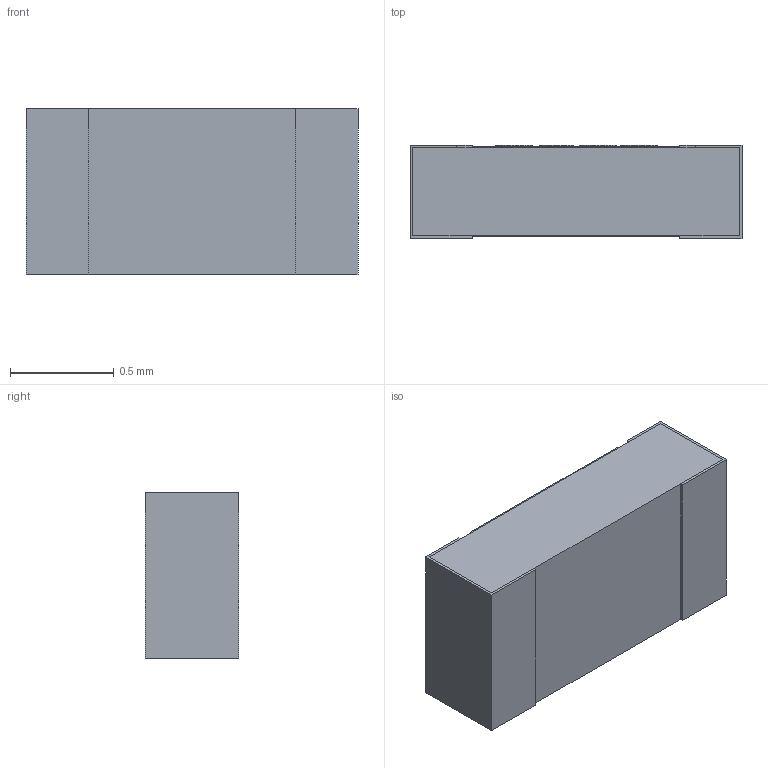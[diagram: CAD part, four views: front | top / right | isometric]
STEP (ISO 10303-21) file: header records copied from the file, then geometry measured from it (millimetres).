
FILE_DESCRIPTION (( 'STEP AP214' ), '1' );
FILE_NAME ('STD(0603) M(1608).STEP', '2018-03-28T18:27:59', ( '' ), ( '' ), 'SwSTEP 2.0', 'SolidWorks 2018', '' );
FILE_SCHEMA (( 'AUTOMOTIVE_DESIGN' ));
Length unit declared in the file: millimetre
Products named in the file (1): STD(0603) M(1608)
Bounding box: 1.6 x 0.45 x 0.8 mm (x, y, z)
Volume: 0.6 mm3; surface area: 4.8 mm2
Topology: 1 solids, 1 shells, 88 faces, 229 edges, 150 vertices
Faces by surface type: plane 47, bspline 41
Entity records: 6095 total; most frequent: CARTESIAN_POINT 3373, ORIENTED_EDGE 458, DIRECTION 243, EDGE_CURVE 229, VERTEX_POINT 150, VECTOR 147, LINE 147, EDGE_LOOP 95
